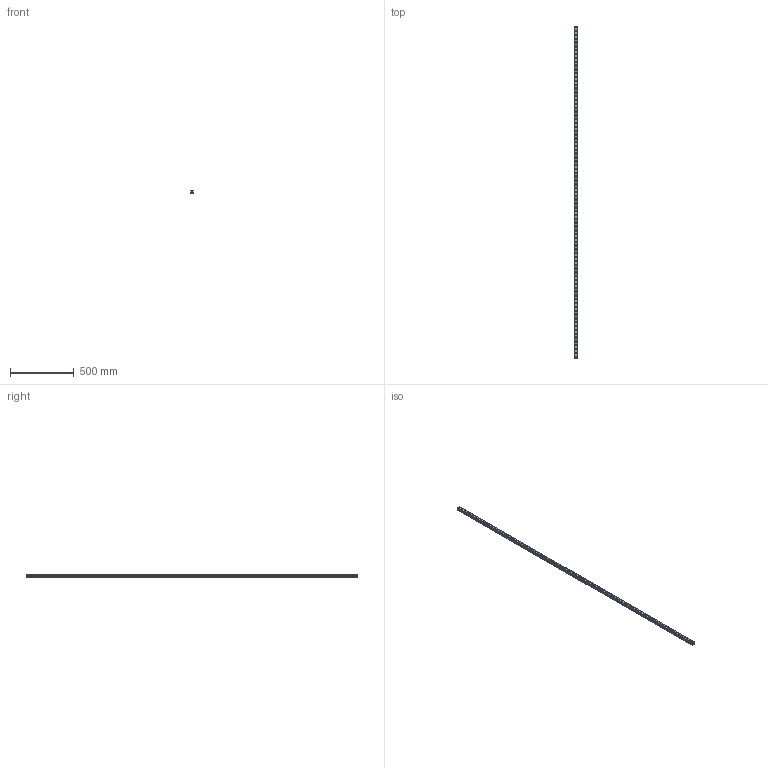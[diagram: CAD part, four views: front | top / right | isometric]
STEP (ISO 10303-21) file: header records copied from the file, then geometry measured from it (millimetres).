
FILE_DESCRIPTION(('STEP AP214'),'1');
FILE_NAME('cctmp_0A9877B7-7F34-41BF-9869-976D7E919B7F_2021_03_10_12_02_56_0200..stp','2021-03-10T11:02:56',('HIWIN GmbH'),('CADClick - www.CADClick.com'),'Spatial InterOp 3D',' ','unknown authorization');
FILE_SCHEMA(('AUTOMOTIVE_DESIGN'));
Length unit declared in the file: millimetre
Products named in the file (1): RGR25R2600H_FILE
Bounding box: 23 x 2600 x 23.6 mm (x, y, z)
Volume: 1042203.3 mm3; surface area: 322994.7 mm2
Topology: 1 solids, 1 shells, 900 faces, 1899 edges, 1266 vertices
Faces by surface type: cylinder 540, plane 360
Entity records: 31867 total; most frequent: DIRECTION 4781, CARTESIAN_POINT 4066, ORIENTED_EDGE 3798, AXIS2_PLACEMENT_3D 1981, EDGE_CURVE 1899, VERTEX_POINT 1266, EDGE_LOOP 1165, CIRCLE 1080
